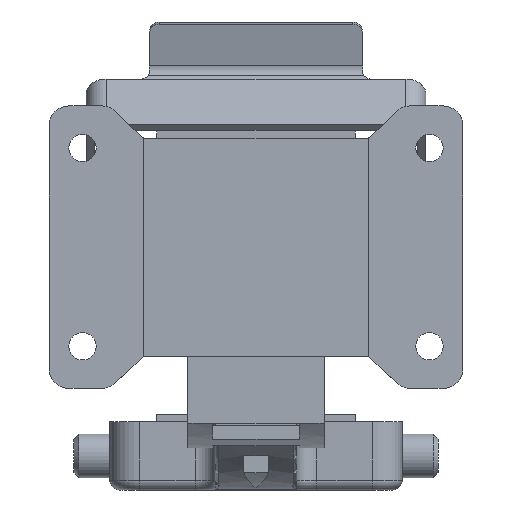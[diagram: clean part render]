
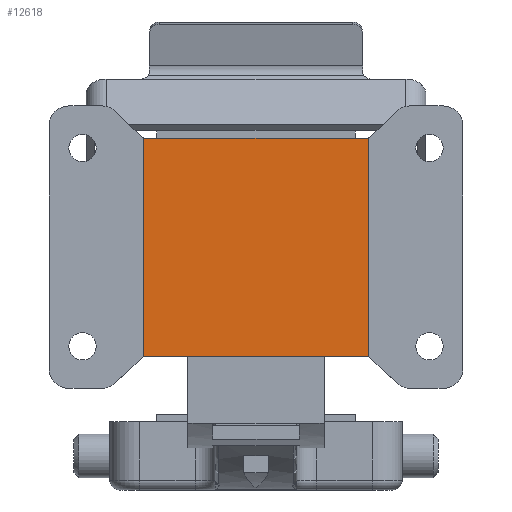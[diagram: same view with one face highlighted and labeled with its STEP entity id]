
A CAD part, front view. The second image highlights one B-rep face of the part: STEP entity #12618.
In plain terms, the highlighted planar face has unit normal (0, -1, 0).
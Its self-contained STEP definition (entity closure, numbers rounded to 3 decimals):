
#141 = DIRECTION ( 'NONE',  ( 0., 0., 1. ) ) ;
#321 = EDGE_CURVE ( 'NONE', #4638, #17291, #17147, .T. ) ;
#391 = VECTOR ( 'NONE', #17292, 1000. ) ;
#614 = CARTESIAN_POINT ( 'NONE',  ( 22.448, 0., 22.75 ) ) ;
#689 = EDGE_CURVE ( 'NONE', #2847, #13082, #3905, .T. ) ;
#744 = VECTOR ( 'NONE', #14387, 1000. ) ;
#819 = EDGE_CURVE ( 'NONE', #4949, #12184, #9080, .T. ) ;
#837 = CARTESIAN_POINT ( 'NONE',  ( -22.968, 0., 22.21 ) ) ;
#940 = DIRECTION ( 'NONE',  ( 0., 1., 0. ) ) ;
#976 = DIRECTION ( 'NONE',  ( 0., 1., 0. ) ) ;
#1100 = CARTESIAN_POINT ( 'NONE',  ( -22.448, 0., 22. ) ) ;
#1189 = AXIS2_PLACEMENT_3D ( 'NONE', #614, #10258, #1970 ) ;
#1372 = ORIENTED_EDGE ( 'NONE', *, *, #10635, .F. ) ;
#1700 = VERTEX_POINT ( 'NONE', #16743 ) ;
#1832 = EDGE_CURVE ( 'NONE', #10434, #12184, #3243, .T. ) ;
#1970 = DIRECTION ( 'NONE',  ( 0., 0., -1. ) ) ;
#2293 = DIRECTION ( 'NONE',  ( 0.72, 0., 0.694 ) ) ;
#2409 = ORIENTED_EDGE ( 'NONE', *, *, #8527, .F. ) ;
#2553 = VERTEX_POINT ( 'NONE', #837 ) ;
#2605 = ORIENTED_EDGE ( 'NONE', *, *, #819, .F. ) ;
#2825 = CARTESIAN_POINT ( 'NONE',  ( -22.75, 0., -16. ) ) ;
#2847 = VERTEX_POINT ( 'NONE', #9613 ) ;
#2918 = VERTEX_POINT ( 'NONE', #7170 ) ;
#3054 = LINE ( 'NONE', #2825, #17361 ) ;
#3243 = CIRCLE ( 'NONE', #1189, 0.75 ) ;
#3769 = CARTESIAN_POINT ( 'NONE',  ( -22.75, 0., -22. ) ) ;
#3833 = ORIENTED_EDGE ( 'NONE', *, *, #689, .F. ) ;
#3905 = LINE ( 'NONE', #5065, #10849 ) ;
#4040 = LINE ( 'NONE', #15925, #391 ) ;
#4067 = LINE ( 'NONE', #8913, #6415 ) ;
#4431 = ORIENTED_EDGE ( 'NONE', *, *, #1832, .T. ) ;
#4638 = VERTEX_POINT ( 'NONE', #15507 ) ;
#4690 = VECTOR ( 'NONE', #12890, 1000. ) ;
#4742 = EDGE_LOOP ( 'NONE', ( #15557, #7986, #2409, #8415, #1372, #4431, #2605, #6785, #8750, #13275, #3833, #14205 ) ) ;
#4949 = VERTEX_POINT ( 'NONE', #1100 ) ;
#5065 = CARTESIAN_POINT ( 'NONE',  ( -20.141, 0., -19.488 ) ) ;
#5403 = VECTOR ( 'NONE', #12288, 1000. ) ;
#5548 = CARTESIAN_POINT ( 'NONE',  ( 22.968, 0., 22.21 ) ) ;
#5881 = AXIS2_PLACEMENT_3D ( 'NONE', #9215, #976, #10630 ) ;
#5910 = AXIS2_PLACEMENT_3D ( 'NONE', #6373, #7764, #17469 ) ;
#6073 = CARTESIAN_POINT ( 'NONE',  ( 22.75, 0., 22. ) ) ;
#6135 = CIRCLE ( 'NONE', #16256, 0.75 ) ;
#6373 = CARTESIAN_POINT ( 'NONE',  ( -23.5, 0., -16. ) ) ;
#6415 = VECTOR ( 'NONE', #15904, 1000. ) ;
#6785 = ORIENTED_EDGE ( 'NONE', *, *, #16502, .T. ) ;
#7170 = CARTESIAN_POINT ( 'NONE',  ( 22.75, 0., 22. ) ) ;
#7215 = DIRECTION ( 'NONE',  ( 0., 1., 0. ) ) ;
#7764 = DIRECTION ( 'NONE',  ( 0., -1., 0. ) ) ;
#7918 = LINE ( 'NONE', #17063, #4690 ) ;
#7986 = ORIENTED_EDGE ( 'NONE', *, *, #321, .T. ) ;
#8017 = CARTESIAN_POINT ( 'NONE',  ( -22.75, 0., 22. ) ) ;
#8415 = ORIENTED_EDGE ( 'NONE', *, *, #16780, .T. ) ;
#8527 = EDGE_CURVE ( 'NONE', #1700, #17291, #7918, .T. ) ;
#8606 = EDGE_CURVE ( 'NONE', #17675, #2553, #4040, .T. ) ;
#8750 = ORIENTED_EDGE ( 'NONE', *, *, #8606, .F. ) ;
#8913 = CARTESIAN_POINT ( 'NONE',  ( -23.5, 0., -22. ) ) ;
#9080 = LINE ( 'NONE', #15089, #5403 ) ;
#9125 = CIRCLE ( 'NONE', #5881, 0.75 ) ;
#9175 = CARTESIAN_POINT ( 'NONE',  ( -22.448, 0., 22.75 ) ) ;
#9215 = CARTESIAN_POINT ( 'NONE',  ( -22.448, 0., -22.75 ) ) ;
#9613 = CARTESIAN_POINT ( 'NONE',  ( -22.968, 0., -22.21 ) ) ;
#9813 = CARTESIAN_POINT ( 'NONE',  ( 22.968, 0., -22.21 ) ) ;
#10258 = DIRECTION ( 'NONE',  ( 0., 1., 0. ) ) ;
#10434 = VERTEX_POINT ( 'NONE', #5548 ) ;
#10516 = PLANE ( 'NONE',  #5910 ) ;
#10587 = DIRECTION ( 'NONE',  ( 0., 0., -1. ) ) ;
#10630 = DIRECTION ( 'NONE',  ( 0., 0., -1. ) ) ;
#10635 = EDGE_CURVE ( 'NONE', #10434, #2918, #11790, .T. ) ;
#10754 = EDGE_CURVE ( 'NONE', #2847, #13388, #9125, .T. ) ;
#10849 = VECTOR ( 'NONE', #2293, 1000. ) ;
#11790 = LINE ( 'NONE', #6073, #744 ) ;
#12184 = VERTEX_POINT ( 'NONE', #17848 ) ;
#12288 = DIRECTION ( 'NONE',  ( 1., 0., 0. ) ) ;
#12618 = ADVANCED_FACE ( 'NONE', ( #17324 ), #10516, .T. ) ;
#12890 = DIRECTION ( 'NONE',  ( 0.72, 0., -0.694 ) ) ;
#13082 = VERTEX_POINT ( 'NONE', #3769 ) ;
#13275 = ORIENTED_EDGE ( 'NONE', *, *, #17786, .F. ) ;
#13388 = VERTEX_POINT ( 'NONE', #15412 ) ;
#14205 = ORIENTED_EDGE ( 'NONE', *, *, #10754, .T. ) ;
#14387 = DIRECTION ( 'NONE',  ( -0.72, 0., -0.694 ) ) ;
#14833 = AXIS2_PLACEMENT_3D ( 'NONE', #15554, #7215, #16925 ) ;
#15089 = CARTESIAN_POINT ( 'NONE',  ( -23.5, 0., 22. ) ) ;
#15140 = EDGE_CURVE ( 'NONE', #4638, #13388, #4067, .T. ) ;
#15383 = CARTESIAN_POINT ( 'NONE',  ( 22.75, 0., -16. ) ) ;
#15412 = CARTESIAN_POINT ( 'NONE',  ( -22.448, 0., -22. ) ) ;
#15507 = CARTESIAN_POINT ( 'NONE',  ( 22.448, 0., -22. ) ) ;
#15554 = CARTESIAN_POINT ( 'NONE',  ( 22.448, 0., -22.75 ) ) ;
#15557 = ORIENTED_EDGE ( 'NONE', *, *, #15140, .F. ) ;
#15694 = VECTOR ( 'NONE', #141, 1000. ) ;
#15904 = DIRECTION ( 'NONE',  ( -1., 0., 0. ) ) ;
#15925 = CARTESIAN_POINT ( 'NONE',  ( -4.153, 0., 4.091 ) ) ;
#16122 = LINE ( 'NONE', #15383, #15694 ) ;
#16256 = AXIS2_PLACEMENT_3D ( 'NONE', #9175, #940, #10587 ) ;
#16502 = EDGE_CURVE ( 'NONE', #4949, #2553, #6135, .T. ) ;
#16691 = DIRECTION ( 'NONE',  ( 0., 0., 1. ) ) ;
#16743 = CARTESIAN_POINT ( 'NONE',  ( 22.75, 0., -22. ) ) ;
#16780 = EDGE_CURVE ( 'NONE', #1700, #2918, #16122, .T. ) ;
#16925 = DIRECTION ( 'NONE',  ( 0., 0., -1. ) ) ;
#17063 = CARTESIAN_POINT ( 'NONE',  ( 28.338, 0., -27.381 ) ) ;
#17147 = CIRCLE ( 'NONE', #14833, 0.75 ) ;
#17291 = VERTEX_POINT ( 'NONE', #9813 ) ;
#17292 = DIRECTION ( 'NONE',  ( -0.72, 0., 0.694 ) ) ;
#17324 = FACE_OUTER_BOUND ( 'NONE', #4742, .T. ) ;
#17361 = VECTOR ( 'NONE', #16691, 1000. ) ;
#17469 = DIRECTION ( 'NONE',  ( 0., 0., -1. ) ) ;
#17675 = VERTEX_POINT ( 'NONE', #8017 ) ;
#17786 = EDGE_CURVE ( 'NONE', #13082, #17675, #3054, .T. ) ;
#17848 = CARTESIAN_POINT ( 'NONE',  ( 22.448, 0., 22. ) ) ;
